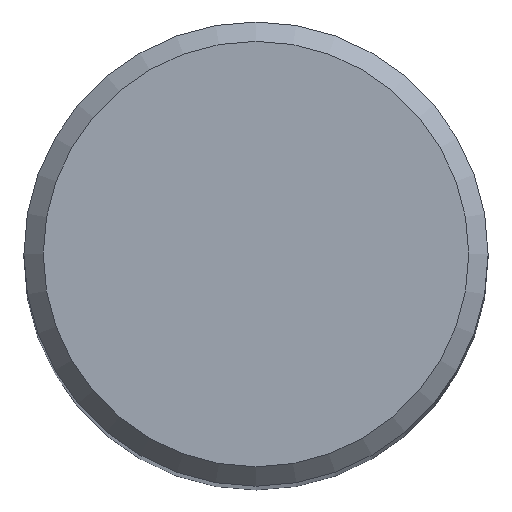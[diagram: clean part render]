
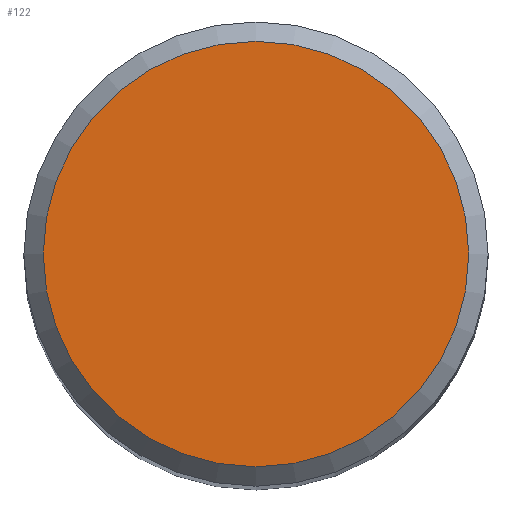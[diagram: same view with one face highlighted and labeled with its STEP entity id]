
A CAD part, top view. The second image highlights one B-rep face of the part: STEP entity #122.
In plain terms, the highlighted planar face has unit normal (0, 0, 1).
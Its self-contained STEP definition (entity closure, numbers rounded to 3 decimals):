
#114=PLANE('',#324);
#118=FACE_OUTER_BOUND('',#159,.T.);
#122=ADVANCED_FACE('',(#118),#114,.T.);
#159=EDGE_LOOP('',(#181));
#181=ORIENTED_EDGE('',*,*,#215,.T.);
#203=VERTEX_POINT('',#436);
#215=EDGE_CURVE('',#203,#203,#226,.T.);
#226=CIRCLE('',#323,5.497);
#323=AXIS2_PLACEMENT_3D('',#435,#366,#367);
#324=AXIS2_PLACEMENT_3D('',#437,#368,#369);
#366=DIRECTION('',(0.,0.,1.));
#367=DIRECTION('',(0.,1.,0.));
#368=DIRECTION('',(0.,0.,1.));
#369=DIRECTION('',(0.,1.,0.));
#435=CARTESIAN_POINT('',(0.,0.,0.));
#436=CARTESIAN_POINT('',(0.,5.497,0.));
#437=CARTESIAN_POINT('',(0.,0.,0.));
